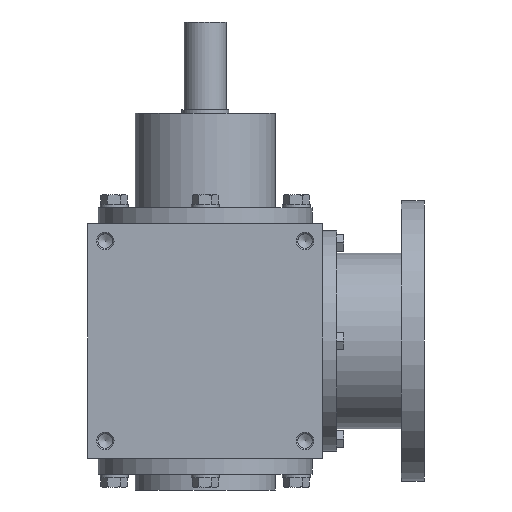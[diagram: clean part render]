
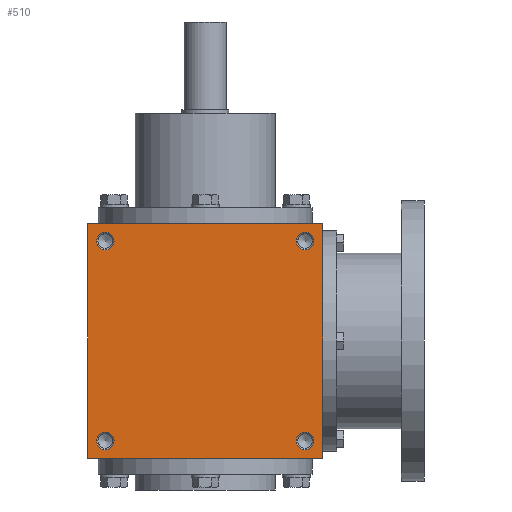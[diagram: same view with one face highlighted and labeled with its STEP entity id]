
A CAD part, front view. The second image highlights one B-rep face of the part: STEP entity #510.
In plain terms, the highlighted planar face has unit normal (0, -1, 0).
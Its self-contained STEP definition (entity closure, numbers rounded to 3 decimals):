
#510 = ADVANCED_FACE( '', ( #1066, #1067, #1068, #1069, #1070 ), #1071, .F. );
#1066 = FACE_BOUND( '', #1799, .T. );
#1067 = FACE_BOUND( '', #1800, .T. );
#1068 = FACE_BOUND( '', #1801, .T. );
#1069 = FACE_BOUND( '', #1802, .T. );
#1070 = FACE_OUTER_BOUND( '', #1803, .T. );
#1071 = PLANE( '', #1804 );
#1799 = EDGE_LOOP( '', ( #2731 ) );
#1800 = EDGE_LOOP( '', ( #2732 ) );
#1801 = EDGE_LOOP( '', ( #2733 ) );
#1802 = EDGE_LOOP( '', ( #2734 ) );
#1803 = EDGE_LOOP( '', ( #2735, #2736, #2737, #2738 ) );
#1804 = AXIS2_PLACEMENT_3D( '', #2739, #2740, #2741 );
#2731 = ORIENTED_EDGE( '', *, *, #3903, .T. );
#2732 = ORIENTED_EDGE( '', *, *, #3904, .T. );
#2733 = ORIENTED_EDGE( '', *, *, #3837, .F. );
#2734 = ORIENTED_EDGE( '', *, *, #3816, .F. );
#2735 = ORIENTED_EDGE( '', *, *, #3849, .T. );
#2736 = ORIENTED_EDGE( '', *, *, #3905, .F. );
#2737 = ORIENTED_EDGE( '', *, *, #3906, .F. );
#2738 = ORIENTED_EDGE( '', *, *, #3907, .T. );
#2739 = CARTESIAN_POINT( '', ( -67., -67., 67. ) );
#2740 = DIRECTION( '', ( 0., 1., 0. ) );
#2741 = DIRECTION( '', ( 0., 0., 1. ) );
#3816 = EDGE_CURVE( '', #4429, #4429, #4430, .T. );
#3837 = EDGE_CURVE( '', #4465, #4465, #4466, .T. );
#3849 = EDGE_CURVE( '', #4481, #4485, #4487, .T. );
#3903 = EDGE_CURVE( '', #4563, #4563, #4564, .T. );
#3904 = EDGE_CURVE( '', #4565, #4565, #4566, .T. );
#3905 = EDGE_CURVE( '', #4567, #4485, #4568, .T. );
#3906 = EDGE_CURVE( '', #4569, #4567, #4570, .T. );
#3907 = EDGE_CURVE( '', #4569, #4481, #4571, .T. );
#4429 = VERTEX_POINT( '', #5253 );
#4430 = CIRCLE( '', #5254, 5. );
#4465 = VERTEX_POINT( '', #5312 );
#4466 = CIRCLE( '', #5313, 5. );
#4481 = VERTEX_POINT( '', #5328 );
#4485 = VERTEX_POINT( '', #5334 );
#4487 = LINE( '', #5337, #5338 );
#4563 = VERTEX_POINT( '', #5456 );
#4564 = CIRCLE( '', #5457, 5. );
#4565 = VERTEX_POINT( '', #5458 );
#4566 = CIRCLE( '', #5459, 5. );
#4567 = VERTEX_POINT( '', #5460 );
#4568 = LINE( '', #5461, #5462 );
#4569 = VERTEX_POINT( '', #5463 );
#4570 = LINE( '', #5464, #5465 );
#4571 = LINE( '', #5466, #5467 );
#5253 = CARTESIAN_POINT( '', ( 57., -67., 52. ) );
#5254 = AXIS2_PLACEMENT_3D( '', #6189, #6190, #6191 );
#5312 = CARTESIAN_POINT( '', ( 57., -67., -62. ) );
#5313 = AXIS2_PLACEMENT_3D( '', #6219, #6220, #6221 );
#5328 = CARTESIAN_POINT( '', ( -67., -67., -67. ) );
#5334 = CARTESIAN_POINT( '', ( 67., -67., -67. ) );
#5337 = CARTESIAN_POINT( '', ( -67., -67., -67. ) );
#5338 = VECTOR( '', #6243, 1000. );
#5456 = CARTESIAN_POINT( '', ( -57., -67., -52. ) );
#5457 = AXIS2_PLACEMENT_3D( '', #6312, #6313, #6314 );
#5458 = CARTESIAN_POINT( '', ( -57., -67., 62. ) );
#5459 = AXIS2_PLACEMENT_3D( '', #6315, #6316, #6317 );
#5460 = CARTESIAN_POINT( '', ( 67., -67., 67. ) );
#5461 = CARTESIAN_POINT( '', ( 67., -67., 67. ) );
#5462 = VECTOR( '', #6318, 1000. );
#5463 = CARTESIAN_POINT( '', ( -67., -67., 67. ) );
#5464 = CARTESIAN_POINT( '', ( -67., -67., 67. ) );
#5465 = VECTOR( '', #6319, 1000. );
#5466 = CARTESIAN_POINT( '', ( -67., -67., 67. ) );
#5467 = VECTOR( '', #6320, 1000. );
#6189 = CARTESIAN_POINT( '', ( 57., -67., 57. ) );
#6190 = DIRECTION( '', ( 0., -1., 0. ) );
#6191 = DIRECTION( '', ( 0., 0., -1. ) );
#6219 = CARTESIAN_POINT( '', ( 57., -67., -57. ) );
#6220 = DIRECTION( '', ( 0., -1., 0. ) );
#6221 = DIRECTION( '', ( 0., 0., -1. ) );
#6243 = DIRECTION( '', ( 1., 0., 0. ) );
#6312 = CARTESIAN_POINT( '', ( -57., -67., -57. ) );
#6313 = DIRECTION( '', ( 0., 1., 0. ) );
#6314 = DIRECTION( '', ( 0., 0., 1. ) );
#6315 = CARTESIAN_POINT( '', ( -57., -67., 57. ) );
#6316 = DIRECTION( '', ( 0., 1., 0. ) );
#6317 = DIRECTION( '', ( 0., 0., 1. ) );
#6318 = DIRECTION( '', ( 0., 0., -1. ) );
#6319 = DIRECTION( '', ( 1., 0., 0. ) );
#6320 = DIRECTION( '', ( 0., 0., -1. ) );
